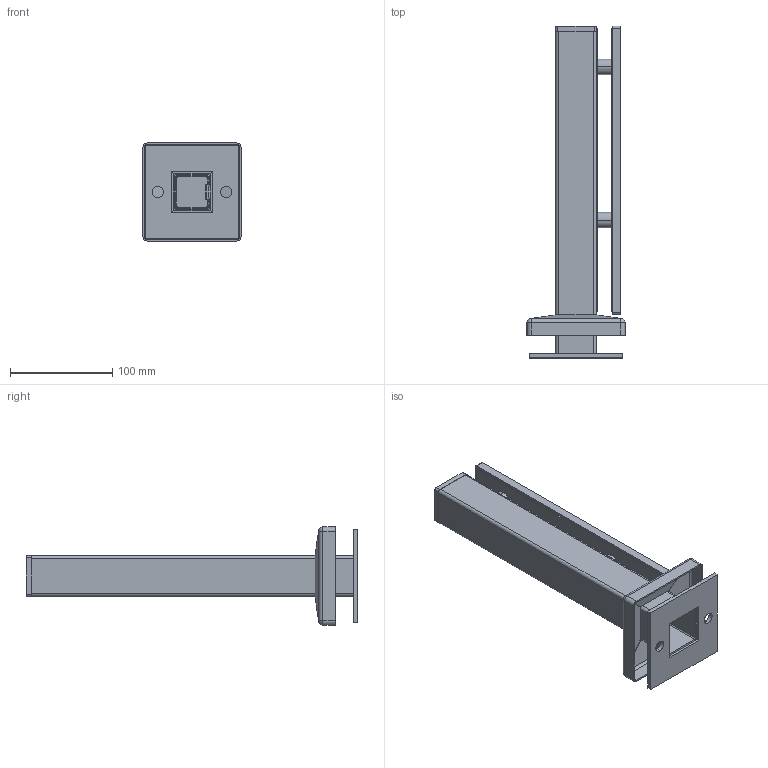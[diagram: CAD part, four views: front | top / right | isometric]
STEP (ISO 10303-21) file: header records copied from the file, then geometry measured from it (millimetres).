
FILE_DESCRIPTION (( 'STEP AP203' ), '1' );
FILE_NAME ('Stlpikový spigot Plech1.STEP', '2019-03-27T09:40:28', ( '' ), ( '' ), 'SwSTEP 2.0', 'SolidWorks 2013', '' );
FILE_SCHEMA (( 'CONFIG_CONTROL_DESIGN' ));
Length unit declared in the file: millimetre
Products named in the file (9): Krycí plech; A_4511-9640; Gumicka 1; JP 40x2-300_Default<As Machined>; Gumicka 2; A_1981-92x40x4-N; A-4732-040; Stlpikový spigot Plech1; Skrutka DIN 7991_Skrutka M10x 25
Assembly tree (11 placements, depth 2):
  Stlpikový spigot Plech1
    A_1981-92x40x4-N
    JP 40x2-300_Default<As Machined>
    A_4511-9640
    A-4732-040
    Krycí plech
    Gumicka 1  x2
    Gumicka 2  x2
    Skrutka DIN 7991_Skrutka M10x 25  x2
Bounding box: 96 x 325 x 96 mm (x, y, z)
Volume: 262305.4 mm3; surface area: 217867.2 mm2
Topology: 11 solids, 11 shells, 268 faces, 655 edges, 412 vertices
Faces by surface type: plane 118, cylinder 117, cone 16, sphere 10, torus 7
Entity records: 7983 total; most frequent: CARTESIAN_POINT 1282, DIRECTION 1244, ORIENTED_EDGE 1150, EDGE_CURVE 575, AXIS2_PLACEMENT_3D 450, VERTEX_POINT 360, VECTOR 344, LINE 344
